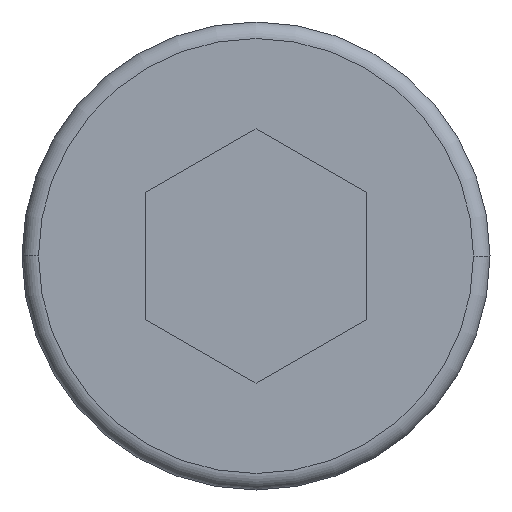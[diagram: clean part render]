
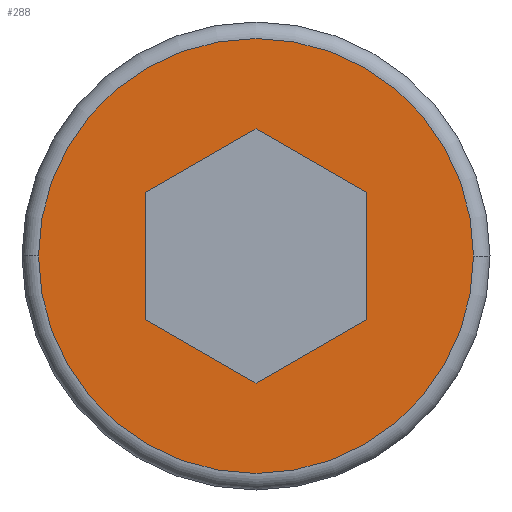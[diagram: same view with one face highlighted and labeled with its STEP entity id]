
A CAD part, left-side view. The second image highlights one B-rep face of the part: STEP entity #288.
In plain terms, the highlighted planar face has unit normal (-1, 0, 0).
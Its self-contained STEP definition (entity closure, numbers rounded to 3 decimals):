
#27 = DIRECTION ( 'NONE',  ( 0., -1., 0. ) ) ;
#42 = CARTESIAN_POINT ( 'NONE',  ( 0., 0., -2.309 ) ) ;
#48 = CARTESIAN_POINT ( 'NONE',  ( 0., 0., -2.309 ) ) ;
#49 = DIRECTION ( 'NONE',  ( 0., 0., -1. ) ) ;
#51 = VERTEX_POINT ( 'NONE', #594 ) ;
#53 = DIRECTION ( 'NONE',  ( 0., -0.866, 0.5 ) ) ;
#57 = VERTEX_POINT ( 'NONE', #173 ) ;
#58 = EDGE_CURVE ( 'NONE', #51, #57, #209, .T. ) ;
#65 = AXIS2_PLACEMENT_3D ( 'NONE', #281, #71, #268 ) ;
#71 = DIRECTION ( 'NONE',  ( -1., 0., 0. ) ) ;
#79 = CARTESIAN_POINT ( 'NONE',  ( 0., 2., -1.155 ) ) ;
#104 = EDGE_LOOP ( 'NONE', ( #242, #300, #150, #155, #587, #153 ) ) ;
#128 = CARTESIAN_POINT ( 'NONE',  ( 0., -2., 1.155 ) ) ;
#144 = DIRECTION ( 'NONE',  ( -1., 0., 0. ) ) ;
#150 = ORIENTED_EDGE ( 'NONE', *, *, #255, .F. ) ;
#153 = ORIENTED_EDGE ( 'NONE', *, *, #586, .F. ) ;
#155 = ORIENTED_EDGE ( 'NONE', *, *, #437, .F. ) ;
#173 = CARTESIAN_POINT ( 'NONE',  ( 0., 2., 1.155 ) ) ;
#187 = CARTESIAN_POINT ( 'NONE',  ( 0., -2., -1.155 ) ) ;
#191 = ORIENTED_EDGE ( 'NONE', *, *, #220, .T. ) ;
#192 = CARTESIAN_POINT ( 'NONE',  ( 0., 0., 0. ) ) ;
#202 = CIRCLE ( 'NONE', #404, 3.95 ) ;
#209 = LINE ( 'NONE', #403, #393 ) ;
#210 = CARTESIAN_POINT ( 'NONE',  ( 0., -2., 1.155 ) ) ;
#213 = VECTOR ( 'NONE', #327, 1000. ) ;
#220 = EDGE_CURVE ( 'NONE', #493, #542, #202, .T. ) ;
#221 = FACE_OUTER_BOUND ( 'NONE', #232, .T. ) ;
#232 = EDGE_LOOP ( 'NONE', ( #389, #191 ) ) ;
#242 = ORIENTED_EDGE ( 'NONE', *, *, #349, .F. ) ;
#243 = DIRECTION ( 'NONE',  ( 0., -1., 0. ) ) ;
#248 = VECTOR ( 'NONE', #549, 1000. ) ;
#250 = VECTOR ( 'NONE', #480, 1000. ) ;
#255 = EDGE_CURVE ( 'NONE', #617, #51, #555, .T. ) ;
#268 = DIRECTION ( 'NONE',  ( 0., -1., 0. ) ) ;
#276 = DIRECTION ( 'NONE',  ( -1., 0., 0. ) ) ;
#278 = FACE_BOUND ( 'NONE', #104, .T. ) ;
#279 = CARTESIAN_POINT ( 'NONE',  ( 0., 3.95, 0. ) ) ;
#281 = CARTESIAN_POINT ( 'NONE',  ( 0., 0., 0. ) ) ;
#288 = ADVANCED_FACE ( 'NONE', ( #221, #278 ), #509, .T. ) ;
#294 = VERTEX_POINT ( 'NONE', #79 ) ;
#300 = ORIENTED_EDGE ( 'NONE', *, *, #58, .F. ) ;
#327 = DIRECTION ( 'NONE',  ( 0., 0., 1. ) ) ;
#328 = VERTEX_POINT ( 'NONE', #187 ) ;
#339 = LINE ( 'NONE', #471, #495 ) ;
#342 = LINE ( 'NONE', #42, #574 ) ;
#343 = EDGE_CURVE ( 'NONE', #542, #493, #365, .T. ) ;
#349 = EDGE_CURVE ( 'NONE', #57, #294, #339, .T. ) ;
#365 = CIRCLE ( 'NONE', #415, 3.95 ) ;
#381 = CARTESIAN_POINT ( 'NONE',  ( 0., -3.95, 0. ) ) ;
#388 = LINE ( 'NONE', #571, #250 ) ;
#389 = ORIENTED_EDGE ( 'NONE', *, *, #343, .T. ) ;
#393 = VECTOR ( 'NONE', #592, 1000. ) ;
#401 = EDGE_CURVE ( 'NONE', #598, #328, #342, .T. ) ;
#403 = CARTESIAN_POINT ( 'NONE',  ( 0., 0., 2.309 ) ) ;
#404 = AXIS2_PLACEMENT_3D ( 'NONE', #409, #276, #27 ) ;
#409 = CARTESIAN_POINT ( 'NONE',  ( 0., 0., 0. ) ) ;
#415 = AXIS2_PLACEMENT_3D ( 'NONE', #192, #144, #243 ) ;
#437 = EDGE_CURVE ( 'NONE', #328, #617, #611, .T. ) ;
#471 = CARTESIAN_POINT ( 'NONE',  ( 0., 2., 1.155 ) ) ;
#480 = DIRECTION ( 'NONE',  ( 0., -0.866, -0.5 ) ) ;
#493 = VERTEX_POINT ( 'NONE', #279 ) ;
#495 = VECTOR ( 'NONE', #49, 1000. ) ;
#509 = PLANE ( 'NONE',  #65 ) ;
#542 = VERTEX_POINT ( 'NONE', #381 ) ;
#549 = DIRECTION ( 'NONE',  ( 0., 0.866, 0.5 ) ) ;
#555 = LINE ( 'NONE', #128, #248 ) ;
#562 = CARTESIAN_POINT ( 'NONE',  ( 0., -2., -1.155 ) ) ;
#571 = CARTESIAN_POINT ( 'NONE',  ( 0., 2., -1.155 ) ) ;
#574 = VECTOR ( 'NONE', #53, 1000. ) ;
#586 = EDGE_CURVE ( 'NONE', #294, #598, #388, .T. ) ;
#587 = ORIENTED_EDGE ( 'NONE', *, *, #401, .F. ) ;
#592 = DIRECTION ( 'NONE',  ( 0., 0.866, -0.5 ) ) ;
#594 = CARTESIAN_POINT ( 'NONE',  ( 0., 0., 2.309 ) ) ;
#598 = VERTEX_POINT ( 'NONE', #48 ) ;
#611 = LINE ( 'NONE', #562, #213 ) ;
#617 = VERTEX_POINT ( 'NONE', #210 ) ;
